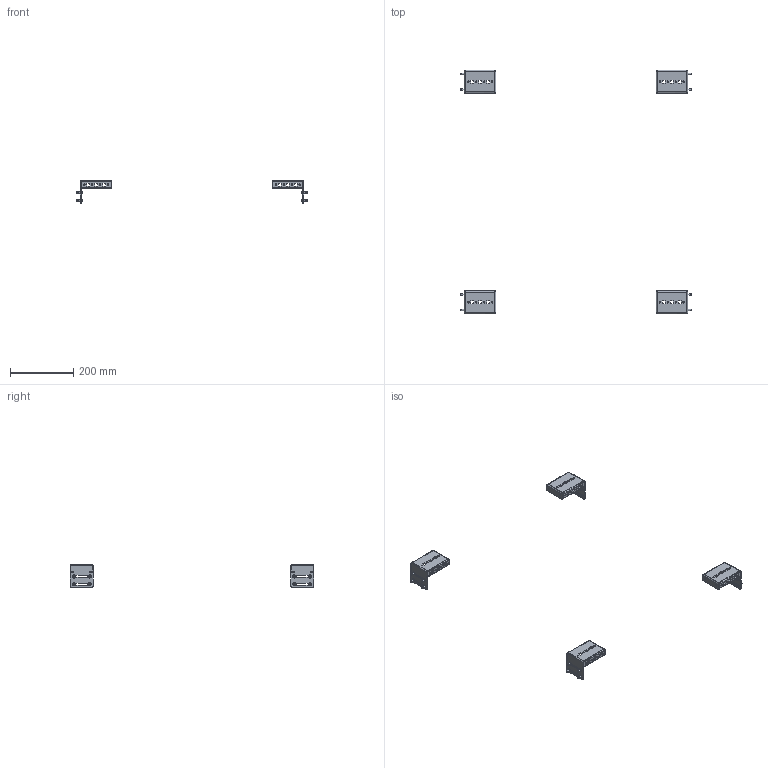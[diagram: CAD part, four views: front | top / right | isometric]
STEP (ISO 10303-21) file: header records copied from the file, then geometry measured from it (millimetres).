
FILE_DESCRIPTION (( 'STEP AP203' ), '1' );
FILE_NAME ('UR06100190004 Êîìïëåêò ìîíòàæíûé äëÿ ïðîôèëåé 19-äþéìîâîãî îáîðóäîâàíèÿ RS52 (4øò) (000.801.608) .STEP', '2022-04-21T06:29:22', ( '' ), ( '' ), 'SwSTEP 2.0', 'SolidWorks 2017', '' );
FILE_SCHEMA (( 'CONFIG_CONTROL_DESIGN' ));
Length unit declared in the file: millimetre
Products named in the file (3): Âèíò DIN 7500 C TORX_Œ5å16; 025-202 ﾊ煇鳫; UR06100190004 Êîìïëåêò ìîíòàæíûé äëÿ ïðîôèëåé 19-äþéìîâîãî îáîðóäîâàíèÿ RS52 (4øò) (000.801.608) 
Assembly tree (20 placements, depth 2):
  UR06100190004 Êîìïëåêò ìîíòàæíûé äëÿ ïðîôèëåé 19-äþéìîâîãî îáîðóäîâàíèÿ RS52 (4øò) (000.801.608) 
    025-202 ﾊ煇鳫  x4
    Âèíò DIN 7500 C TORX_Œ5å16  x16
Bounding box: 735.8 x 773 x 72 mm (x, y, z)
Volume: 149371.5 mm3; surface area: 160597.1 mm2
Topology: 20 solids, 20 shells, 1192 faces, 3184 edges, 2048 vertices
Faces by surface type: plane 600, cylinder 464, cone 64, bspline 32, sphere 32
Entity records: 6733 total; most frequent: CARTESIAN_POINT 1502, ORIENTED_EDGE 920, DIRECTION 905, EDGE_CURVE 460, AXIS2_PLACEMENT_3D 307, VECTOR 291, LINE 291, VERTEX_POINT 290
